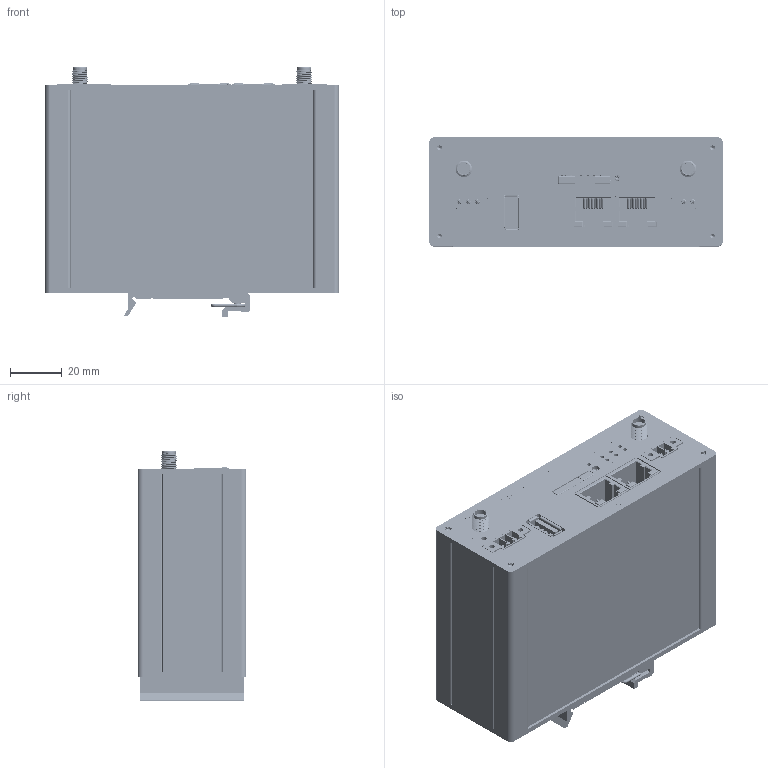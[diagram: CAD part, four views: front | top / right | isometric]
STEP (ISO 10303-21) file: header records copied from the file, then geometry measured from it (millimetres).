
FILE_DESCRIPTION (( 'STEP AP214' ), '1' );
FILE_NAME ('ER75i_v2B_SL_2A.STEP', '2019-02-05T13:18:35', ( '' ), ( '' ), 'SwSTEP 2.0', 'SolidWorks 2018', '' );
FILE_SCHEMA (( 'AUTOMOTIVE_DESIGN' ));
Length unit declared in the file: millimetre
Products named in the file (22): CKK2_zadni_celo; SIM_912283001___ _________; 5075AUR-04WH_(USB-A)_D‚faut; CKK2_BRBV211_celo_350; V2_ER75_2p_1sim_2rf; SIM_holder; WSA-0804-02-01_(SMA); PCB-ER-75I-V2-4; B_RB-V2-11_2_ports; 691325110003(v2_io); MODEL_RJ45_METAL; M2_5x5_PH_silver; M2_9x13_Torx_ISO14586_ST2,9 x 12; kolik_BB-SBD40; Pero_BB-SBD40; Profil_BB-SBD40; B_ER_75I_V2_4_1sim_2ant; ER75i_v2B_SL_2A; 691325110002(v2_pwr); PCB-RB-V2-11; CKK2_box_Silver; BB-SBD40_model_silver
Assembly tree (38 placements, depth 4):
  ER75i_v2B_SL_2A
    CKK2_box_Silver
    CKK2_BRBV211_celo_350
    CKK2_zadni_celo
    M2_9x13_Torx_ISO14586_ST2,9 x 12  x8
    V2_ER75_2p_1sim_2rf
      B_RB-V2-11_2_ports
        PCB-RB-V2-11
        691325110002(v2_pwr)
        691325110003(v2_io)
        MODEL_RJ45_METAL  x2
        5075AUR-04WH_(USB-A)_D‚faut
      B_ER_75I_V2_4_1sim_2ant
        PCB-ER-75I-V2-4
        SIM_912283001___ _________
        WSA-0804-02-01_(SMA)  x2
        SIM_holder
    BB-SBD40_model_silver  x2
      Profil_BB-SBD40
      kolik_BB-SBD40
      Pero_BB-SBD40
    M2_5x5_PH_silver  x8
Bounding box: 113.2 x 42 x 96.15 mm (x, y, z)
Volume: 108340.8 mm3; surface area: 134327.7 mm2
Topology: 45 solids, 45 shells, 5823 faces, 16124 edges, 10466 vertices
Faces by surface type: plane 3782, cylinder 1338, bspline 417, torus 152, cone 134
Entity records: 368173 total; most frequent: CARTESIAN_POINT 210121, ORIENTED_EDGE 27286, DIRECTION 23075, EDGE_CURVE 13643, VECTOR 10607, LINE 10607, VERTEX_POINT 8946, AXIS2_PLACEMENT_3D 6234
